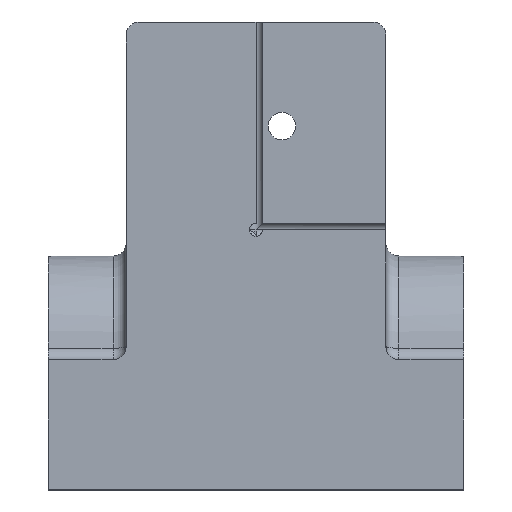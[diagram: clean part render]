
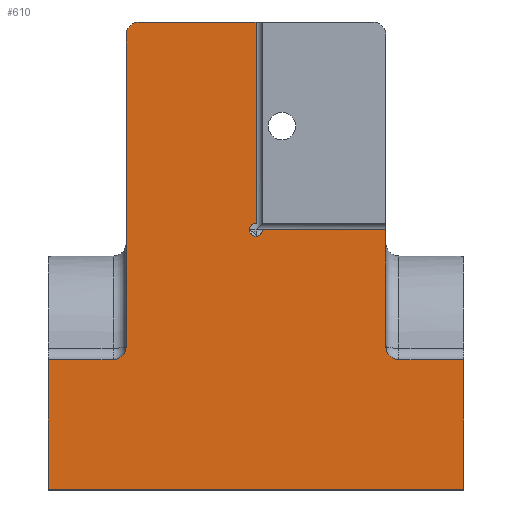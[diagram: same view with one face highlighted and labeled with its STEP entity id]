
A CAD part, top view. The second image highlights one B-rep face of the part: STEP entity #610.
In plain terms, the highlighted planar face has unit normal (0, 0, 1).
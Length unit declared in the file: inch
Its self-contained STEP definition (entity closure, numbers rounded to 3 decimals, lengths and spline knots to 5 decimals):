
#2 = VECTOR ( 'NONE', #1582, 39.37008 ) ;
#39 = CARTESIAN_POINT ( 'NONE',  ( -3.375, 1.25, 1.5 ) ) ;
#60 = ORIENTED_EDGE ( 'NONE', *, *, #501, .F. ) ;
#77 = DIRECTION ( 'NONE',  ( 0., 1., 0. ) ) ;
#90 = LINE ( 'NONE', #1231, #143 ) ;
#103 = CARTESIAN_POINT ( 'NONE',  ( -0.75, 4.5, 1.5 ) ) ;
#110 = CARTESIAN_POINT ( 'NONE',  ( -0.75, 1.375, 1.5 ) ) ;
#122 = EDGE_CURVE ( 'NONE', #1089, #512, #2318, .T. ) ;
#143 = VECTOR ( 'NONE', #77, 39.37008 ) ;
#152 = EDGE_LOOP ( 'NONE', ( #1199, #2256, #1384, #170, #498, #1995, #1385, #60, #1346, #1434, #2244, #2184, #1937, #1739, #459 ) ) ;
#165 = CARTESIAN_POINT ( 'NONE',  ( -3.125, 4.375, 1.5 ) ) ;
#170 = ORIENTED_EDGE ( 'NONE', *, *, #1081, .T. ) ;
#173 = PLANE ( 'NONE',  #1793 ) ;
#175 = AXIS2_PLACEMENT_3D ( 'NONE', #1560, #779, #1361 ) ;
#177 = CIRCLE ( 'NONE', #175, 0.0625 ) ;
#190 = CARTESIAN_POINT ( 'NONE',  ( -2., 4.5, 1.5 ) ) ;
#199 = VERTEX_POINT ( 'NONE', #39 ) ;
#303 = CARTESIAN_POINT ( 'NONE',  ( -4., 1.25, 1.5 ) ) ;
#323 = DIRECTION ( 'NONE',  ( 0., 1., 0. ) ) ;
#459 = ORIENTED_EDGE ( 'NONE', *, *, #1305, .F. ) ;
#477 = CARTESIAN_POINT ( 'NONE',  ( -0.625, 1.25, 1.5 ) ) ;
#498 = ORIENTED_EDGE ( 'NONE', *, *, #122, .T. ) ;
#501 = EDGE_CURVE ( 'NONE', #2366, #1745, #1044, .T. ) ;
#507 = CARTESIAN_POINT ( 'NONE',  ( -3.375, 1.375, 1.5 ) ) ;
#512 = VERTEX_POINT ( 'NONE', #2141 ) ;
#514 = DIRECTION ( 'NONE',  ( 0., 0., 1. ) ) ;
#533 = VECTOR ( 'NONE', #1476, 39.37008 ) ;
#542 = LINE ( 'NONE', #1074, #2137 ) ;
#610 = ADVANCED_FACE ( 'NONE', ( #1283 ), #173, .F. ) ;
#639 = DIRECTION ( 'NONE',  ( 0., -1., 0. ) ) ;
#654 = AXIS2_PLACEMENT_3D ( 'NONE', #2432, #1744, #2298 ) ;
#705 = EDGE_CURVE ( 'NONE', #1388, #2266, #747, .T. ) ;
#733 = EDGE_CURVE ( 'NONE', #2081, #899, #177, .T. ) ;
#739 = CARTESIAN_POINT ( 'NONE',  ( -4., 0., 1.5 ) ) ;
#747 = LINE ( 'NONE', #2080, #960 ) ;
#759 = AXIS2_PLACEMENT_3D ( 'NONE', #1808, #1953, #1058 ) ;
#772 = CIRCLE ( 'NONE', #654, 0.0625 ) ;
#779 = DIRECTION ( 'NONE',  ( 0., 0., -1. ) ) ;
#808 = CIRCLE ( 'NONE', #1717, 0.125 ) ;
#811 = CIRCLE ( 'NONE', #1133, 0.125 ) ;
#832 = EDGE_CURVE ( 'NONE', #1725, #1805, #1065, .T. ) ;
#835 = LINE ( 'NONE', #1595, #1988 ) ;
#837 = EDGE_CURVE ( 'NONE', #199, #1725, #808, .T. ) ;
#895 = CARTESIAN_POINT ( 'NONE',  ( -0.75, -19685.03937, 1.5 ) ) ;
#899 = VERTEX_POINT ( 'NONE', #1532 ) ;
#960 = VECTOR ( 'NONE', #2262, 39.37008 ) ;
#965 = VECTOR ( 'NONE', #2003, 39.37008 ) ;
#982 = CARTESIAN_POINT ( 'NONE',  ( -3.25, 1.375, 1.5 ) ) ;
#1044 = CIRCLE ( 'NONE', #759, 0.125 ) ;
#1058 = DIRECTION ( 'NONE',  ( 1., 0., 0. ) ) ;
#1065 = LINE ( 'NONE', #2182, #1171 ) ;
#1074 = CARTESIAN_POINT ( 'NONE',  ( -4., 1.25, 1.5 ) ) ;
#1081 = EDGE_CURVE ( 'NONE', #1516, #1089, #835, .T. ) ;
#1089 = VERTEX_POINT ( 'NONE', #2319 ) ;
#1115 = CARTESIAN_POINT ( 'NONE',  ( -3.25, 4.375, 1.5 ) ) ;
#1133 = AXIS2_PLACEMENT_3D ( 'NONE', #165, #2411, #1315 ) ;
#1171 = VECTOR ( 'NONE', #2202, 39.37008 ) ;
#1178 = EDGE_CURVE ( 'NONE', #1277, #1334, #2361, .T. ) ;
#1181 = EDGE_CURVE ( 'NONE', #1516, #199, #1462, .T. ) ;
#1199 = ORIENTED_EDGE ( 'NONE', *, *, #832, .F. ) ;
#1211 = EDGE_CURVE ( 'NONE', #2045, #512, #1306, .T. ) ;
#1231 = CARTESIAN_POINT ( 'NONE',  ( -2., 2.5, 1.5 ) ) ;
#1251 = CARTESIAN_POINT ( 'NONE',  ( 0., 1.25, 1.5 ) ) ;
#1277 = VERTEX_POINT ( 'NONE', #190 ) ;
#1283 = FACE_OUTER_BOUND ( 'NONE', #152, .T. ) ;
#1305 = EDGE_CURVE ( 'NONE', #1805, #1334, #811, .T. ) ;
#1306 = LINE ( 'NONE', #2043, #2174 ) ;
#1315 = DIRECTION ( 'NONE',  ( 1., 0., 0. ) ) ;
#1319 = DIRECTION ( 'NONE',  ( 0., 0., -1. ) ) ;
#1334 = VERTEX_POINT ( 'NONE', #1776 ) ;
#1346 = ORIENTED_EDGE ( 'NONE', *, *, #1473, .T. ) ;
#1351 = CARTESIAN_POINT ( 'NONE',  ( -1.9375, 2.5, 1.5 ) ) ;
#1361 = DIRECTION ( 'NONE',  ( -1., 0., 0. ) ) ;
#1384 = ORIENTED_EDGE ( 'NONE', *, *, #1181, .F. ) ;
#1385 = ORIENTED_EDGE ( 'NONE', *, *, #2087, .F. ) ;
#1388 = VERTEX_POINT ( 'NONE', #1958 ) ;
#1425 = CARTESIAN_POINT ( 'NONE',  ( -4., 1.25, 1.5 ) ) ;
#1434 = ORIENTED_EDGE ( 'NONE', *, *, #705, .T. ) ;
#1462 = LINE ( 'NONE', #303, #965 ) ;
#1473 = EDGE_CURVE ( 'NONE', #2366, #1388, #2197, .T. ) ;
#1476 = DIRECTION ( 'NONE',  ( -1., 0., 0. ) ) ;
#1516 = VERTEX_POINT ( 'NONE', #1425 ) ;
#1528 = DIRECTION ( 'NONE',  ( 0., -1., 0. ) ) ;
#1532 = CARTESIAN_POINT ( 'NONE',  ( -2., 2.5625, 1.5 ) ) ;
#1560 = CARTESIAN_POINT ( 'NONE',  ( -2., 2.5, 1.5 ) ) ;
#1582 = DIRECTION ( 'NONE',  ( 1., 0., 0. ) ) ;
#1595 = CARTESIAN_POINT ( 'NONE',  ( -4., 0., 1.5 ) ) ;
#1596 = CARTESIAN_POINT ( 'NONE',  ( -2.0625, 2.5, 1.5 ) ) ;
#1661 = DIRECTION ( 'NONE',  ( 0., -1., 0. ) ) ;
#1717 = AXIS2_PLACEMENT_3D ( 'NONE', #507, #514, #2046 ) ;
#1725 = VERTEX_POINT ( 'NONE', #982 ) ;
#1739 = ORIENTED_EDGE ( 'NONE', *, *, #1178, .T. ) ;
#1744 = DIRECTION ( 'NONE',  ( 0., 0., -1. ) ) ;
#1745 = VERTEX_POINT ( 'NONE', #477 ) ;
#1776 = CARTESIAN_POINT ( 'NONE',  ( -3.125, 4.5, 1.5 ) ) ;
#1793 = AXIS2_PLACEMENT_3D ( 'NONE', #739, #1319, #1661 ) ;
#1805 = VERTEX_POINT ( 'NONE', #1115 ) ;
#1808 = CARTESIAN_POINT ( 'NONE',  ( -0.625, 1.375, 1.5 ) ) ;
#1891 = EDGE_CURVE ( 'NONE', #2266, #2081, #772, .T. ) ;
#1915 = VECTOR ( 'NONE', #323, 39.37008 ) ;
#1937 = ORIENTED_EDGE ( 'NONE', *, *, #2071, .T. ) ;
#1953 = DIRECTION ( 'NONE',  ( 0., 0., 1. ) ) ;
#1958 = CARTESIAN_POINT ( 'NONE',  ( -0.75, 2.5, 1.5 ) ) ;
#1988 = VECTOR ( 'NONE', #639, 39.37008 ) ;
#1995 = ORIENTED_EDGE ( 'NONE', *, *, #1211, .F. ) ;
#2003 = DIRECTION ( 'NONE',  ( 1., 0., 0. ) ) ;
#2043 = CARTESIAN_POINT ( 'NONE',  ( 0., 0., 1.5 ) ) ;
#2045 = VERTEX_POINT ( 'NONE', #1251 ) ;
#2046 = DIRECTION ( 'NONE',  ( 1., 0., 0. ) ) ;
#2071 = EDGE_CURVE ( 'NONE', #899, #1277, #90, .T. ) ;
#2080 = CARTESIAN_POINT ( 'NONE',  ( -2., 2.5, 1.5 ) ) ;
#2081 = VERTEX_POINT ( 'NONE', #1596 ) ;
#2087 = EDGE_CURVE ( 'NONE', #1745, #2045, #542, .T. ) ;
#2099 = CARTESIAN_POINT ( 'NONE',  ( -4., 0., 1.5 ) ) ;
#2137 = VECTOR ( 'NONE', #2213, 39.37008 ) ;
#2141 = CARTESIAN_POINT ( 'NONE',  ( 0., 0., 1.5 ) ) ;
#2174 = VECTOR ( 'NONE', #1528, 39.37008 ) ;
#2182 = CARTESIAN_POINT ( 'NONE',  ( -3.25, -19685.03937, 1.5 ) ) ;
#2184 = ORIENTED_EDGE ( 'NONE', *, *, #733, .T. ) ;
#2197 = LINE ( 'NONE', #895, #1915 ) ;
#2202 = DIRECTION ( 'NONE',  ( 0., 1., 0. ) ) ;
#2213 = DIRECTION ( 'NONE',  ( 1., 0., 0. ) ) ;
#2244 = ORIENTED_EDGE ( 'NONE', *, *, #1891, .T. ) ;
#2256 = ORIENTED_EDGE ( 'NONE', *, *, #837, .F. ) ;
#2262 = DIRECTION ( 'NONE',  ( -1., 0., 0. ) ) ;
#2266 = VERTEX_POINT ( 'NONE', #1351 ) ;
#2298 = DIRECTION ( 'NONE',  ( -1., 0., 0. ) ) ;
#2318 = LINE ( 'NONE', #2099, #2 ) ;
#2319 = CARTESIAN_POINT ( 'NONE',  ( -4., 0., 1.5 ) ) ;
#2361 = LINE ( 'NONE', #103, #533 ) ;
#2366 = VERTEX_POINT ( 'NONE', #110 ) ;
#2411 = DIRECTION ( 'NONE',  ( 0., 0., -1. ) ) ;
#2432 = CARTESIAN_POINT ( 'NONE',  ( -2., 2.5, 1.5 ) ) ;
